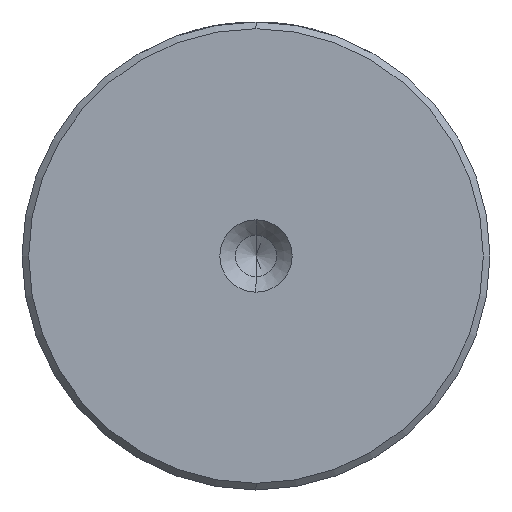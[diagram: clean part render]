
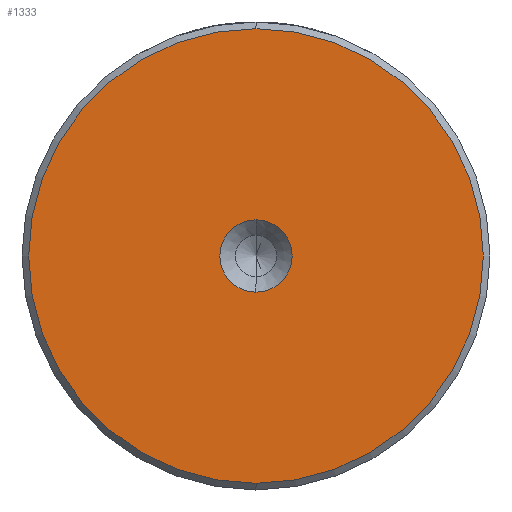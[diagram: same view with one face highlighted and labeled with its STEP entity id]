
A CAD part, left-side view. The second image highlights one B-rep face of the part: STEP entity #1333.
In plain terms, the highlighted planar face has unit normal (-1, 0, 0).
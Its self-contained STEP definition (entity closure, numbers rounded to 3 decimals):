
#43 = PLANE ( 'NONE',  #3263 ) ;
#158 = FACE_BOUND ( 'NONE', #2014, .T. ) ;
#193 = VERTEX_POINT ( 'NONE', #2509 ) ;
#243 = DIRECTION ( 'NONE',  ( 0., 0., 1. ) ) ;
#291 = DIRECTION ( 'NONE',  ( 0., 0., 1. ) ) ;
#299 = VERTEX_POINT ( 'NONE', #516 ) ;
#370 = DIRECTION ( 'NONE',  ( -1., 0., 0. ) ) ;
#459 = CARTESIAN_POINT ( 'NONE',  ( 0., 0., 0. ) ) ;
#516 = CARTESIAN_POINT ( 'NONE',  ( 0., 0., 2.7 ) ) ;
#710 = DIRECTION ( 'NONE',  ( 0., 0., 1. ) ) ;
#773 = VERTEX_POINT ( 'NONE', #2866 ) ;
#862 = CIRCLE ( 'NONE', #1719, 17. ) ;
#885 = CARTESIAN_POINT ( 'NONE',  ( 0., 0., 17. ) ) ;
#912 = EDGE_CURVE ( 'NONE', #773, #1900, #1010, .T. ) ;
#1010 = CIRCLE ( 'NONE', #3216, 17. ) ;
#1229 = CIRCLE ( 'NONE', #3295, 2.7 ) ;
#1230 = DIRECTION ( 'NONE',  ( -1., 0., 0. ) ) ;
#1306 = CARTESIAN_POINT ( 'NONE',  ( 0., 0., 0. ) ) ;
#1333 = ADVANCED_FACE ( 'NONE', ( #1585, #158 ), #43, .T. ) ;
#1585 = FACE_OUTER_BOUND ( 'NONE', #2382, .T. ) ;
#1618 = ORIENTED_EDGE ( 'NONE', *, *, #3255, .T. ) ;
#1719 = AXIS2_PLACEMENT_3D ( 'NONE', #3301, #1768, #243 ) ;
#1768 = DIRECTION ( 'NONE',  ( -1., 0., 0. ) ) ;
#1816 = ORIENTED_EDGE ( 'NONE', *, *, #2344, .F. ) ;
#1827 = DIRECTION ( 'NONE',  ( -1., 0., 0. ) ) ;
#1864 = EDGE_CURVE ( 'NONE', #299, #193, #1229, .T. ) ;
#1898 = CARTESIAN_POINT ( 'NONE',  ( 0., 0., 0. ) ) ;
#1900 = VERTEX_POINT ( 'NONE', #885 ) ;
#2014 = EDGE_LOOP ( 'NONE', ( #2122, #1816 ) ) ;
#2122 = ORIENTED_EDGE ( 'NONE', *, *, #1864, .F. ) ;
#2141 = CIRCLE ( 'NONE', #2490, 2.7 ) ;
#2146 = DIRECTION ( 'NONE',  ( 0., 0., 1. ) ) ;
#2229 = DIRECTION ( 'NONE',  ( -1., 0., 0. ) ) ;
#2344 = EDGE_CURVE ( 'NONE', #193, #299, #2141, .T. ) ;
#2382 = EDGE_LOOP ( 'NONE', ( #2778, #1618 ) ) ;
#2490 = AXIS2_PLACEMENT_3D ( 'NONE', #459, #2229, #710 ) ;
#2509 = CARTESIAN_POINT ( 'NONE',  ( 0., 0., -2.7 ) ) ;
#2769 = CARTESIAN_POINT ( 'NONE',  ( 0., 0., 0. ) ) ;
#2778 = ORIENTED_EDGE ( 'NONE', *, *, #912, .T. ) ;
#2866 = CARTESIAN_POINT ( 'NONE',  ( 0., 0., -17. ) ) ;
#3018 = DIRECTION ( 'NONE',  ( 0., 0., 1. ) ) ;
#3216 = AXIS2_PLACEMENT_3D ( 'NONE', #2769, #1230, #3018 ) ;
#3255 = EDGE_CURVE ( 'NONE', #1900, #773, #862, .T. ) ;
#3263 = AXIS2_PLACEMENT_3D ( 'NONE', #1306, #1827, #291 ) ;
#3295 = AXIS2_PLACEMENT_3D ( 'NONE', #1898, #370, #2146 ) ;
#3301 = CARTESIAN_POINT ( 'NONE',  ( 0., 0., 0. ) ) ;
